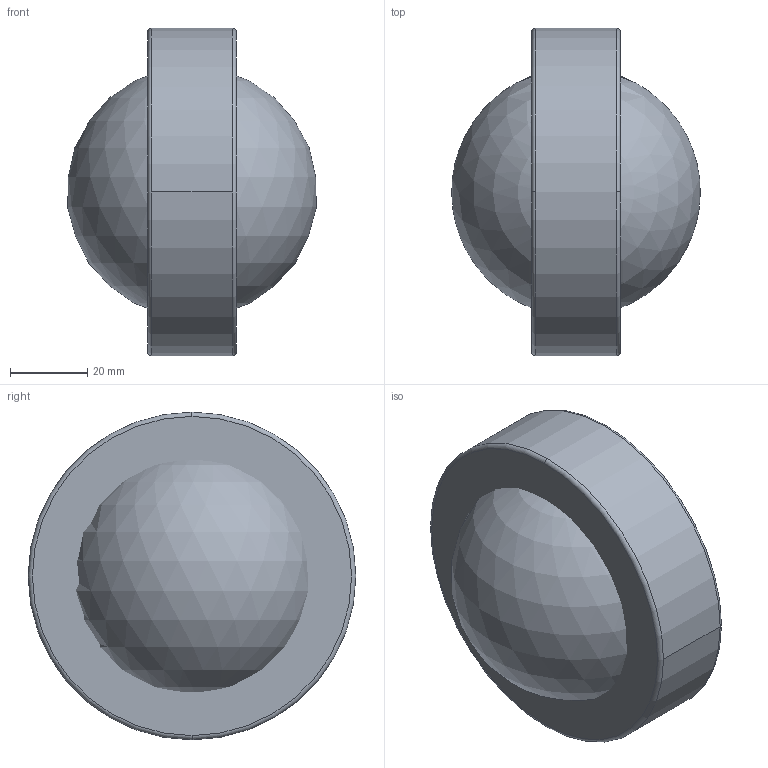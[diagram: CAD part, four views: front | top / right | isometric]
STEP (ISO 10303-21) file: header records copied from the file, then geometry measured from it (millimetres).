
FILE_DESCRIPTION(('STEP AP242'),'1');
FILE_NAME('snr_2209eeg15_3.stp','2024-10-07T12:02:07',('TraceParts'),('TraceParts S.A.'),'Spatial InterOp 3D',' ',' ');
FILE_SCHEMA(('AP242_MANAGED_MODEL_BASED_3D_ENGINEERING_MIM_LF {1 0 10303 442 1 1 4}'));
Length unit declared in the file: millimetre
Products named in the file (1): snr_2209eeg15_3
Bounding box: 64.48 x 85 x 85 mm (x, y, z)
Volume: 50028 mm3; surface area: 50741.6 mm2
Topology: 1 solids, 4 shells, 72 faces, 192 edges, 120 vertices
Faces by surface type: cone 28, cylinder 16, sphere 12, torus 8, plane 8
Entity records: 2289 total; most frequent: DIRECTION 470, CARTESIAN_POINT 377, ORIENTED_EDGE 368, AXIS2_PLACEMENT_3D 213, EDGE_CURVE 184, CIRCLE 140, VERTEX_POINT 120, EDGE_LOOP 80
